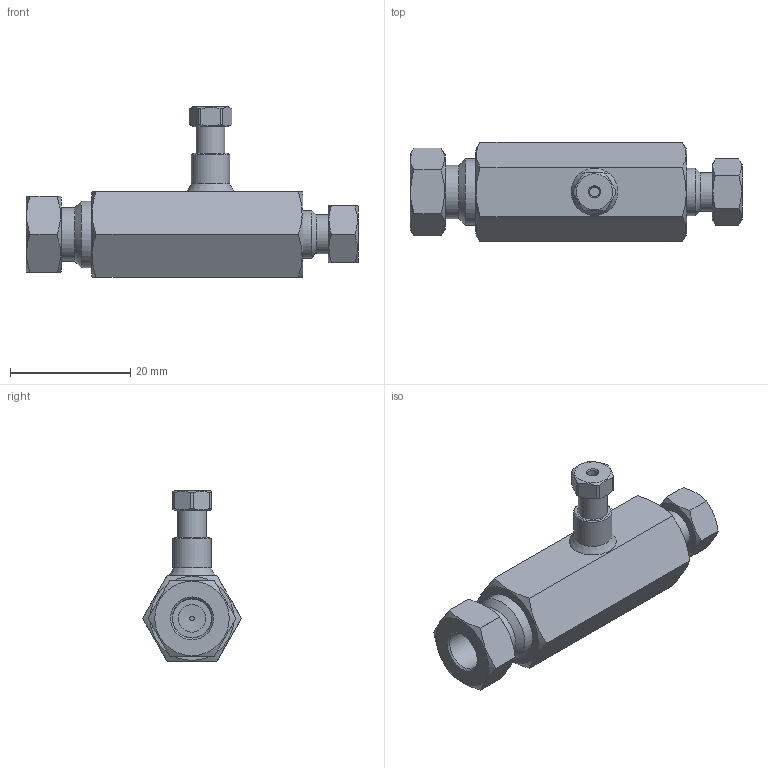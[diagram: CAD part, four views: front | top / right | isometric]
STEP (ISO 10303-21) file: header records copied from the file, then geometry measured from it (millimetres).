
FILE_DESCRIPTION((''),'2;1');
FILE_NAME('305271-TCEF421 Post-Column Reaction Tee fitting.stp','2013-08-22T12:05:20',('Franzp'),(''),'Autodesk Inventor 2013','Autodesk Inventor 2013','');
FILE_SCHEMA(('AUTOMOTIVE_DESIGN { 1 0 10303 214 1 1 1 1 }'));
Length unit declared in the file: millimetre
Products named in the file (1): 305271_Shrinkwrap_1
Bounding box: 55.32 x 16.5 x 28.42 mm (x, y, z)
Surface area: 4138.9 mm2 (no closed solid volume)
Topology: 0 solids, 9 shells, 70 faces, 188 edges, 124 vertices
Faces by surface type: plane 36, cone 19, cylinder 15
Full cylindrical faces by diameter (mm): 1.727 x1, 3.3 x1, 4.826 x1, 6.35 x1, 6.477 x1, 6.55 x1, 7.938 x1, 8.89 x1, 11.113 x1
Entity records: 2064 total; most frequent: CARTESIAN_POINT 435, DIRECTION 314, ORIENTED_EDGE 263, EDGE_CURVE 152, AXIS2_PLACEMENT_3D 139, VERTEX_POINT 116, EDGE_LOOP 109, FACE_OUTER_BOUND 70
